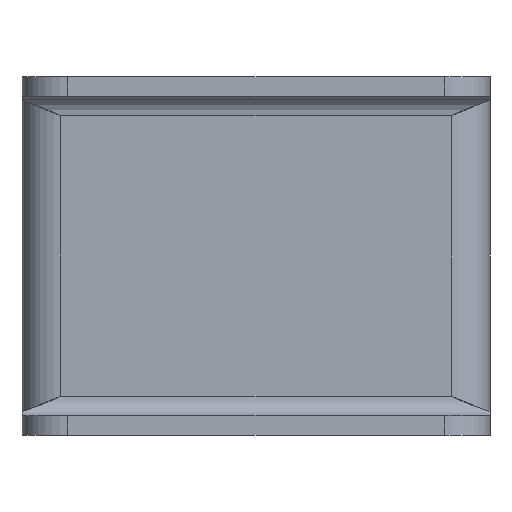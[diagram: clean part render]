
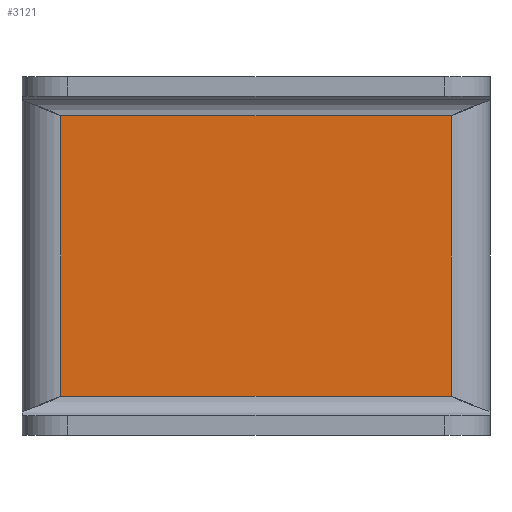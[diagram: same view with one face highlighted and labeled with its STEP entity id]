
A CAD part, front view. The second image highlights one B-rep face of the part: STEP entity #3121.
In plain terms, the highlighted planar face has unit normal (0, -1, 0).
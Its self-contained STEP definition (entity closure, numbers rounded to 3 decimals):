
#454=DIRECTION('',(0.,0.,1.));
#455=VECTOR('',#454,24.6);
#456=CARTESIAN_POINT('',(-17.1,0.,-12.3));
#457=LINE('',#456,#455);
#680=DIRECTION('',(0.,0.,-1.));
#681=VECTOR('',#680,24.6);
#682=CARTESIAN_POINT('',(17.1,0.,12.3));
#683=LINE('',#682,#681);
#1296=DIRECTION('',(1.,0.,0.));
#1297=VECTOR('',#1296,34.2);
#1298=CARTESIAN_POINT('',(-17.1,0.,-12.3));
#1299=LINE('',#1298,#1297);
#1432=DIRECTION('',(-1.,0.,0.));
#1433=VECTOR('',#1432,34.2);
#1434=CARTESIAN_POINT('',(17.1,0.,12.3));
#1435=LINE('',#1434,#1433);
#1548=CARTESIAN_POINT('',(-17.1,0.,-12.3));
#1549=CARTESIAN_POINT('',(-17.1,0.,12.3));
#1550=VERTEX_POINT('',#1548);
#1551=VERTEX_POINT('',#1549);
#1568=CARTESIAN_POINT('',(17.1,0.,12.3));
#1569=CARTESIAN_POINT('',(17.1,0.,-12.3));
#1570=VERTEX_POINT('',#1568);
#1571=VERTEX_POINT('',#1569);
#3109=CARTESIAN_POINT('',(0.,0.,0.));
#3110=DIRECTION('',(0.,1.,0.));
#3111=DIRECTION('',(1.,0.,0.));
#3112=AXIS2_PLACEMENT_3D('',#3109,#3110,#3111);
#3113=PLANE('',#3112);
#3114=ORIENTED_EDGE('',*,*,#2208,.T.);
#3115=ORIENTED_EDGE('',*,*,#3029,.F.);
#3116=ORIENTED_EDGE('',*,*,#1800,.T.);
#3118=ORIENTED_EDGE('',*,*,#3117,.F.);
#3119=EDGE_LOOP('',(#3114,#3115,#3116,#3118));
#3120=FACE_OUTER_BOUND('',#3119,.F.);
#1800=EDGE_CURVE('',#1550,#1551,#457,.T.);
#2208=EDGE_CURVE('',#1570,#1571,#683,.T.);
#3029=EDGE_CURVE('',#1550,#1571,#1299,.T.);
#3117=EDGE_CURVE('',#1570,#1551,#1435,.T.);
#3121=ADVANCED_FACE('',(#3120),#3113,.F.);
